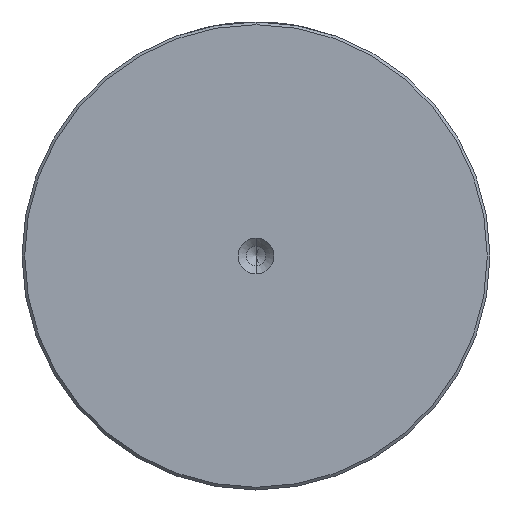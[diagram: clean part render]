
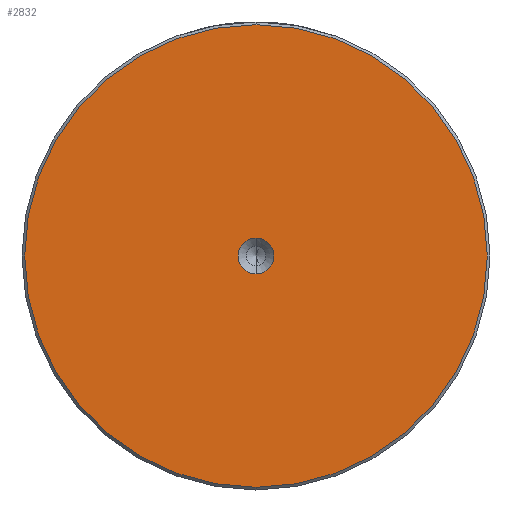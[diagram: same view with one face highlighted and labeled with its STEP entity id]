
A CAD part, left-side view. The second image highlights one B-rep face of the part: STEP entity #2832.
In plain terms, the highlighted planar face has unit normal (-1, 0, 0).
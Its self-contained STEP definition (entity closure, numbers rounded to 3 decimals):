
#33 = CARTESIAN_POINT ( 'NONE',  ( 0., 0., -42.5 ) ) ;
#74 = EDGE_CURVE ( 'NONE', #2314, #2872, #2813, .T. ) ;
#152 = DIRECTION ( 'NONE',  ( 0., 0., 1. ) ) ;
#163 = CARTESIAN_POINT ( 'NONE',  ( 0., 0., 0. ) ) ;
#231 = EDGE_LOOP ( 'NONE', ( #757, #1245 ) ) ;
#244 = DIRECTION ( 'NONE',  ( 0., 0., 1. ) ) ;
#272 = DIRECTION ( 'NONE',  ( -1., 0., 0. ) ) ;
#590 = CARTESIAN_POINT ( 'NONE',  ( 0., 0., 0. ) ) ;
#638 = VERTEX_POINT ( 'NONE', #1351 ) ;
#739 = CARTESIAN_POINT ( 'NONE',  ( 0., 0., 42.5 ) ) ;
#757 = ORIENTED_EDGE ( 'NONE', *, *, #74, .T. ) ;
#806 = EDGE_CURVE ( 'NONE', #2872, #2314, #1294, .T. ) ;
#822 = DIRECTION ( 'NONE',  ( 0., 0., 1. ) ) ;
#881 = ORIENTED_EDGE ( 'NONE', *, *, #948, .F. ) ;
#948 = EDGE_CURVE ( 'NONE', #638, #2129, #2202, .T. ) ;
#1066 = FACE_OUTER_BOUND ( 'NONE', #231, .T. ) ;
#1087 = DIRECTION ( 'NONE',  ( -1., 0., 0. ) ) ;
#1157 = AXIS2_PLACEMENT_3D ( 'NONE', #2552, #1217, #2765 ) ;
#1217 = DIRECTION ( 'NONE',  ( -1., 0., 0. ) ) ;
#1245 = ORIENTED_EDGE ( 'NONE', *, *, #806, .T. ) ;
#1294 = CIRCLE ( 'NONE', #1823, 42.5 ) ;
#1351 = CARTESIAN_POINT ( 'NONE',  ( 0., 0., -3.3 ) ) ;
#1394 = EDGE_LOOP ( 'NONE', ( #1777, #881 ) ) ;
#1401 = CARTESIAN_POINT ( 'NONE',  ( 0., 0., 0. ) ) ;
#1609 = EDGE_CURVE ( 'NONE', #2129, #638, #2050, .T. ) ;
#1626 = DIRECTION ( 'NONE',  ( -1., 0., 0. ) ) ;
#1777 = ORIENTED_EDGE ( 'NONE', *, *, #1609, .F. ) ;
#1823 = AXIS2_PLACEMENT_3D ( 'NONE', #590, #2168, #822 ) ;
#2050 = CIRCLE ( 'NONE', #2662, 3.3 ) ;
#2122 = AXIS2_PLACEMENT_3D ( 'NONE', #163, #272, #152 ) ;
#2129 = VERTEX_POINT ( 'NONE', #2770 ) ;
#2168 = DIRECTION ( 'NONE',  ( -1., 0., 0. ) ) ;
#2202 = CIRCLE ( 'NONE', #1157, 3.3 ) ;
#2314 = VERTEX_POINT ( 'NONE', #33 ) ;
#2435 = CARTESIAN_POINT ( 'NONE',  ( 0., 0., 0. ) ) ;
#2500 = AXIS2_PLACEMENT_3D ( 'NONE', #1401, #1626, #244 ) ;
#2523 = PLANE ( 'NONE',  #2500 ) ;
#2552 = CARTESIAN_POINT ( 'NONE',  ( 0., 0., 0. ) ) ;
#2662 = AXIS2_PLACEMENT_3D ( 'NONE', #2435, #1087, #2794 ) ;
#2756 = FACE_BOUND ( 'NONE', #1394, .T. ) ;
#2765 = DIRECTION ( 'NONE',  ( 0., 0., 1. ) ) ;
#2770 = CARTESIAN_POINT ( 'NONE',  ( 0., 0., 3.3 ) ) ;
#2794 = DIRECTION ( 'NONE',  ( 0., 0., 1. ) ) ;
#2813 = CIRCLE ( 'NONE', #2122, 42.5 ) ;
#2832 = ADVANCED_FACE ( 'NONE', ( #1066, #2756 ), #2523, .T. ) ;
#2872 = VERTEX_POINT ( 'NONE', #739 ) ;
